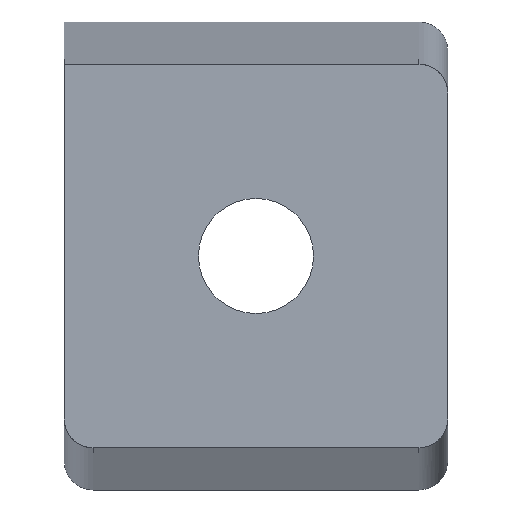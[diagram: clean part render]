
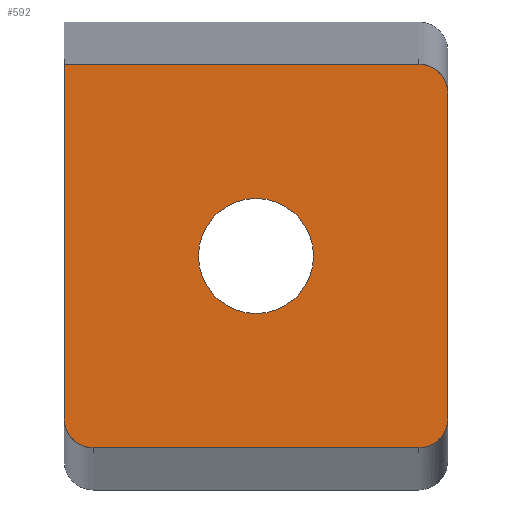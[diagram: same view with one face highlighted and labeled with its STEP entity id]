
A CAD part, front view. The second image highlights one B-rep face of the part: STEP entity #592.
In plain terms, the highlighted planar face has unit normal (0, -1, 0).
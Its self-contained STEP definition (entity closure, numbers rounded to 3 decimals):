
#3 = CARTESIAN_POINT ( 'NONE',  ( -17., -7.5, -17. ) ) ;
#43 = DIRECTION ( 'NONE',  ( 0., -1., 0. ) ) ;
#76 = DIRECTION ( 'NONE',  ( 0., 0., -1. ) ) ;
#102 = AXIS2_PLACEMENT_3D ( 'NONE', #954, #43, #861 ) ;
#105 = DIRECTION ( 'NONE',  ( 0., 0., 1. ) ) ;
#153 = CARTESIAN_POINT ( 'NONE',  ( -20., -7.5, 20. ) ) ;
#170 = EDGE_CURVE ( 'NONE', #1155, #826, #319, .T. ) ;
#171 = LINE ( 'NONE', #500, #1167 ) ;
#188 = DIRECTION ( 'NONE',  ( 0., 0., -1. ) ) ;
#209 = AXIS2_PLACEMENT_3D ( 'NONE', #3, #1315, #188 ) ;
#221 = EDGE_CURVE ( 'NONE', #826, #1155, #595, .T. ) ;
#226 = VECTOR ( 'NONE', #613, 1000. ) ;
#267 = ORIENTED_EDGE ( 'NONE', *, *, #1264, .F. ) ;
#291 = CARTESIAN_POINT ( 'NONE',  ( 17., -7.5, -20. ) ) ;
#295 = EDGE_CURVE ( 'NONE', #860, #618, #591, .T. ) ;
#319 = CIRCLE ( 'NONE', #1181, 6. ) ;
#386 = CARTESIAN_POINT ( 'NONE',  ( 0., -7.5, 0. ) ) ;
#397 = DIRECTION ( 'NONE',  ( 0., 1., 0. ) ) ;
#407 = EDGE_LOOP ( 'NONE', ( #713, #1292 ) ) ;
#417 = EDGE_CURVE ( 'NONE', #521, #618, #991, .T. ) ;
#421 = CARTESIAN_POINT ( 'NONE',  ( 17., -7.5, 17. ) ) ;
#476 = CARTESIAN_POINT ( 'NONE',  ( 20., -7.5, 20. ) ) ;
#480 = ORIENTED_EDGE ( 'NONE', *, *, #1176, .F. ) ;
#483 = DIRECTION ( 'NONE',  ( -1., 0., 0. ) ) ;
#497 = VERTEX_POINT ( 'NONE', #560 ) ;
#498 = EDGE_CURVE ( 'NONE', #587, #497, #888, .T. ) ;
#500 = CARTESIAN_POINT ( 'NONE',  ( -20., -7.5, -20. ) ) ;
#521 = VERTEX_POINT ( 'NONE', #694 ) ;
#548 = CARTESIAN_POINT ( 'NONE',  ( -20., -7.5, 20. ) ) ;
#560 = CARTESIAN_POINT ( 'NONE',  ( 20., -7.5, -17. ) ) ;
#571 = EDGE_CURVE ( 'NONE', #1189, #795, #971, .T. ) ;
#587 = VERTEX_POINT ( 'NONE', #291 ) ;
#591 = LINE ( 'NONE', #1219, #597 ) ;
#592 = ADVANCED_FACE ( 'NONE', ( #1309, #1107 ), #593, .T. ) ;
#593 = PLANE ( 'NONE',  #1143 ) ;
#595 = CIRCLE ( 'NONE', #828, 6. ) ;
#597 = VECTOR ( 'NONE', #718, 1000. ) ;
#599 = AXIS2_PLACEMENT_3D ( 'NONE', #421, #652, #1250 ) ;
#600 = CARTESIAN_POINT ( 'NONE',  ( 0., -7.5, 0. ) ) ;
#603 = CARTESIAN_POINT ( 'NONE',  ( 0., -7.5, 0. ) ) ;
#613 = DIRECTION ( 'NONE',  ( 0., 0., -1. ) ) ;
#618 = VERTEX_POINT ( 'NONE', #705 ) ;
#652 = DIRECTION ( 'NONE',  ( 0., -1., 0. ) ) ;
#669 = VECTOR ( 'NONE', #965, 1000. ) ;
#694 = CARTESIAN_POINT ( 'NONE',  ( 20., -7.5, 17. ) ) ;
#705 = CARTESIAN_POINT ( 'NONE',  ( 17., -7.5, 20. ) ) ;
#713 = ORIENTED_EDGE ( 'NONE', *, *, #170, .T. ) ;
#718 = DIRECTION ( 'NONE',  ( 1., 0., 0. ) ) ;
#726 = LINE ( 'NONE', #548, #669 ) ;
#763 = ORIENTED_EDGE ( 'NONE', *, *, #295, .F. ) ;
#795 = VERTEX_POINT ( 'NONE', #862 ) ;
#823 = CARTESIAN_POINT ( 'NONE',  ( 0., -7.5, -6. ) ) ;
#826 = VERTEX_POINT ( 'NONE', #1182 ) ;
#828 = AXIS2_PLACEMENT_3D ( 'NONE', #386, #397, #105 ) ;
#854 = ORIENTED_EDGE ( 'NONE', *, *, #417, .T. ) ;
#860 = VERTEX_POINT ( 'NONE', #153 ) ;
#861 = DIRECTION ( 'NONE',  ( 0., 0., -1. ) ) ;
#862 = CARTESIAN_POINT ( 'NONE',  ( -17., -7.5, -20. ) ) ;
#888 = CIRCLE ( 'NONE', #102, 3. ) ;
#910 = LINE ( 'NONE', #476, #226 ) ;
#917 = DIRECTION ( 'NONE',  ( 0., 0., 1. ) ) ;
#945 = ORIENTED_EDGE ( 'NONE', *, *, #571, .T. ) ;
#954 = CARTESIAN_POINT ( 'NONE',  ( 17., -7.5, -17. ) ) ;
#959 = EDGE_CURVE ( 'NONE', #587, #795, #171, .T. ) ;
#965 = DIRECTION ( 'NONE',  ( 0., 0., 1. ) ) ;
#971 = CIRCLE ( 'NONE', #209, 3. ) ;
#991 = CIRCLE ( 'NONE', #599, 3. ) ;
#996 = DIRECTION ( 'NONE',  ( 0., -1., 0. ) ) ;
#1107 = FACE_BOUND ( 'NONE', #407, .T. ) ;
#1143 = AXIS2_PLACEMENT_3D ( 'NONE', #603, #996, #76 ) ;
#1149 = ORIENTED_EDGE ( 'NONE', *, *, #959, .F. ) ;
#1155 = VERTEX_POINT ( 'NONE', #823 ) ;
#1166 = ORIENTED_EDGE ( 'NONE', *, *, #498, .T. ) ;
#1167 = VECTOR ( 'NONE', #483, 1000. ) ;
#1176 = EDGE_CURVE ( 'NONE', #1189, #860, #726, .T. ) ;
#1177 = EDGE_LOOP ( 'NONE', ( #480, #945, #1149, #1166, #267, #854, #763 ) ) ;
#1181 = AXIS2_PLACEMENT_3D ( 'NONE', #600, #1302, #917 ) ;
#1182 = CARTESIAN_POINT ( 'NONE',  ( 0., -7.5, 6. ) ) ;
#1189 = VERTEX_POINT ( 'NONE', #1281 ) ;
#1219 = CARTESIAN_POINT ( 'NONE',  ( -20., -7.5, 20. ) ) ;
#1250 = DIRECTION ( 'NONE',  ( 0., 0., -1. ) ) ;
#1264 = EDGE_CURVE ( 'NONE', #521, #497, #910, .T. ) ;
#1281 = CARTESIAN_POINT ( 'NONE',  ( -20., -7.5, -17. ) ) ;
#1292 = ORIENTED_EDGE ( 'NONE', *, *, #221, .T. ) ;
#1302 = DIRECTION ( 'NONE',  ( 0., 1., 0. ) ) ;
#1309 = FACE_OUTER_BOUND ( 'NONE', #1177, .T. ) ;
#1315 = DIRECTION ( 'NONE',  ( 0., -1., 0. ) ) ;
